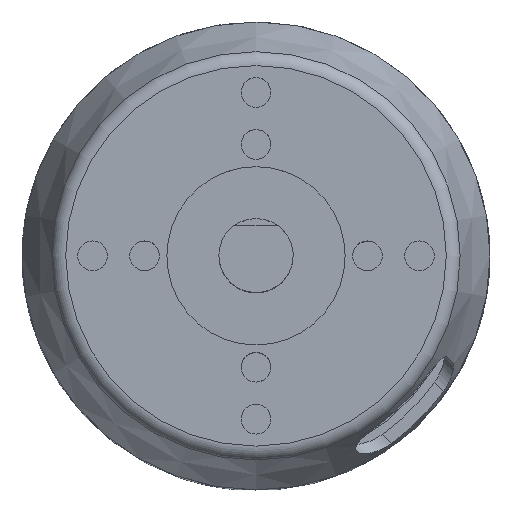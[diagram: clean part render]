
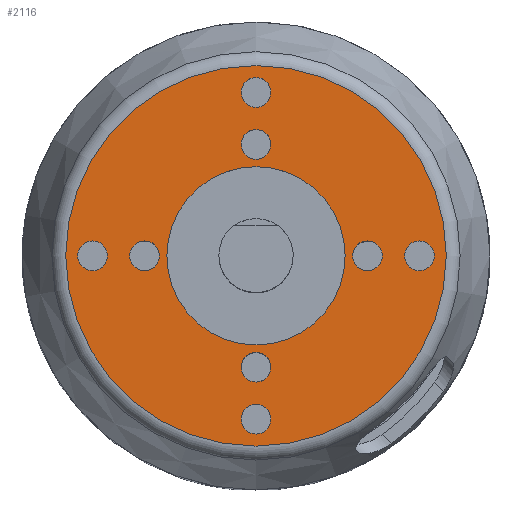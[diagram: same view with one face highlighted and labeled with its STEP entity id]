
A CAD part, top view. The second image highlights one B-rep face of the part: STEP entity #2116.
In plain terms, the highlighted planar face has unit normal (0, 0, 1).
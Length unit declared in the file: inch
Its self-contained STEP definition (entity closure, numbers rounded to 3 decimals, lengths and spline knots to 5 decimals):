
#44=FACE_BOUND('',#496,.T.);
#45=FACE_BOUND('',#497,.T.);
#46=FACE_BOUND('',#498,.T.);
#47=FACE_BOUND('',#499,.T.);
#48=FACE_BOUND('',#500,.T.);
#49=FACE_BOUND('',#501,.T.);
#50=FACE_BOUND('',#502,.T.);
#51=FACE_BOUND('',#503,.T.);
#52=FACE_BOUND('',#504,.T.);
#205=CIRCLE('',#2329,0.07874);
#207=CIRCLE('',#2332,0.07874);
#209=CIRCLE('',#2335,0.07874);
#211=CIRCLE('',#2338,0.07874);
#215=CIRCLE('',#2343,0.07874);
#217=CIRCLE('',#2346,0.07874);
#221=CIRCLE('',#2351,0.07874);
#225=CIRCLE('',#2356,0.07874);
#247=CIRCLE('',#2389,1.00843);
#248=CIRCLE('',#2391,0.47244);
#369=FACE_OUTER_BOUND('',#495,.T.);
#495=EDGE_LOOP('',(#1583));
#496=EDGE_LOOP('',(#1584));
#497=EDGE_LOOP('',(#1585));
#498=EDGE_LOOP('',(#1586));
#499=EDGE_LOOP('',(#1587));
#500=EDGE_LOOP('',(#1588));
#501=EDGE_LOOP('',(#1589));
#502=EDGE_LOOP('',(#1590));
#503=EDGE_LOOP('',(#1591));
#504=EDGE_LOOP('',(#1592));
#885=VERTEX_POINT('',#3505);
#887=VERTEX_POINT('',#3511);
#889=VERTEX_POINT('',#3517);
#891=VERTEX_POINT('',#3523);
#897=VERTEX_POINT('',#3537);
#899=VERTEX_POINT('',#3543);
#905=VERTEX_POINT('',#3557);
#910=VERTEX_POINT('',#3570);
#924=VERTEX_POINT('',#3621);
#925=VERTEX_POINT('',#3625);
#1114=EDGE_CURVE('',#885,#885,#205,.T.);
#1117=EDGE_CURVE('',#887,#887,#207,.T.);
#1120=EDGE_CURVE('',#889,#889,#209,.T.);
#1123=EDGE_CURVE('',#891,#891,#211,.T.);
#1130=EDGE_CURVE('',#897,#897,#215,.T.);
#1133=EDGE_CURVE('',#899,#899,#217,.T.);
#1140=EDGE_CURVE('',#905,#905,#221,.T.);
#1147=EDGE_CURVE('',#910,#910,#225,.T.);
#1174=EDGE_CURVE('',#924,#924,#247,.T.);
#1175=EDGE_CURVE('',#925,#925,#248,.T.);
#1583=ORIENTED_EDGE('',*,*,#1174,.F.);
#1584=ORIENTED_EDGE('',*,*,#1114,.T.);
#1585=ORIENTED_EDGE('',*,*,#1117,.T.);
#1586=ORIENTED_EDGE('',*,*,#1120,.T.);
#1587=ORIENTED_EDGE('',*,*,#1123,.T.);
#1588=ORIENTED_EDGE('',*,*,#1130,.T.);
#1589=ORIENTED_EDGE('',*,*,#1133,.T.);
#1590=ORIENTED_EDGE('',*,*,#1140,.T.);
#1591=ORIENTED_EDGE('',*,*,#1147,.T.);
#1592=ORIENTED_EDGE('',*,*,#1175,.T.);
#2041=PLANE('',#2390);
#2116=ADVANCED_FACE('',(#369,#44,#45,#46,#47,#48,#49,#50,#51,#52),#2041,
 .T.);
#2329=AXIS2_PLACEMENT_3D('',#3506,#2652,#2653);
#2332=AXIS2_PLACEMENT_3D('',#3512,#2659,#2660);
#2335=AXIS2_PLACEMENT_3D('',#3518,#2666,#2667);
#2338=AXIS2_PLACEMENT_3D('',#3524,#2673,#2674);
#2343=AXIS2_PLACEMENT_3D('',#3538,#2686,#2687);
#2346=AXIS2_PLACEMENT_3D('',#3544,#2693,#2694);
#2351=AXIS2_PLACEMENT_3D('',#3558,#2706,#2707);
#2356=AXIS2_PLACEMENT_3D('',#3571,#2719,#2720);
#2389=AXIS2_PLACEMENT_3D('',#3623,#2790,#2791);
#2390=AXIS2_PLACEMENT_3D('',#3624,#2792,#2793);
#2391=AXIS2_PLACEMENT_3D('',#3626,#2794,#2795);
#2652=DIRECTION('center_axis',(0.,0.,-1.));
#2653=DIRECTION('ref_axis',(1.,0.,0.));
#2659=DIRECTION('center_axis',(0.,0.,-1.));
#2660=DIRECTION('ref_axis',(1.,0.,0.));
#2666=DIRECTION('center_axis',(0.,0.,-1.));
#2667=DIRECTION('ref_axis',(1.,0.,0.));
#2673=DIRECTION('center_axis',(0.,0.,-1.));
#2674=DIRECTION('ref_axis',(1.,0.,0.));
#2686=DIRECTION('center_axis',(0.,0.,-1.));
#2687=DIRECTION('ref_axis',(1.,0.,0.));
#2693=DIRECTION('center_axis',(0.,0.,-1.));
#2694=DIRECTION('ref_axis',(1.,0.,0.));
#2706=DIRECTION('center_axis',(0.,0.,-1.));
#2707=DIRECTION('ref_axis',(1.,0.,0.));
#2719=DIRECTION('center_axis',(0.,0.,-1.));
#2720=DIRECTION('ref_axis',(1.,0.,0.));
#2790=DIRECTION('center_axis',(0.,0.,-1.));
#2791=DIRECTION('ref_axis',(0.,-1.,0.));
#2792=DIRECTION('center_axis',(0.,0.,1.));
#2793=DIRECTION('ref_axis',(1.,0.,0.));
#2794=DIRECTION('center_axis',(0.,0.,-1.));
#2795=DIRECTION('ref_axis',(1.,0.,0.));
#3505=CARTESIAN_POINT('',(-0.07874,-0.86614,0.));
#3506=CARTESIAN_POINT('Origin',(0.,-0.86614,
0.));
#3511=CARTESIAN_POINT('',(0.7874,0.,0.));
#3512=CARTESIAN_POINT('Origin',(0.86614,0.,
0.));
#3517=CARTESIAN_POINT('',(-0.07874,0.86614,0.));
#3518=CARTESIAN_POINT('Origin',(0.,0.86614,0.));
#3523=CARTESIAN_POINT('',(-0.66929,0.,0.));
#3524=CARTESIAN_POINT('Origin',(-0.59055,0.,
0.));
#3537=CARTESIAN_POINT('',(-0.94488,0.,0.));
#3538=CARTESIAN_POINT('Origin',(-0.86614,0.,
0.));
#3543=CARTESIAN_POINT('',(-0.07874,0.59055,0.));
#3544=CARTESIAN_POINT('Origin',(0.,0.59055,0.));
#3557=CARTESIAN_POINT('',(-0.07874,-0.59055,0.));
#3558=CARTESIAN_POINT('Origin',(0.,-0.59055,
0.));
#3570=CARTESIAN_POINT('',(0.51181,0.,0.));
#3571=CARTESIAN_POINT('Origin',(0.59055,0.,
0.));
#3621=CARTESIAN_POINT('',(1.00843,0.,0.));
#3623=CARTESIAN_POINT('Origin',(0.,0.,0.));
#3624=CARTESIAN_POINT('Origin',(0.,1.06299,0.));
#3625=CARTESIAN_POINT('',(0.,-0.47244,0.));
#3626=CARTESIAN_POINT('Origin',(0.,0.,0.));
